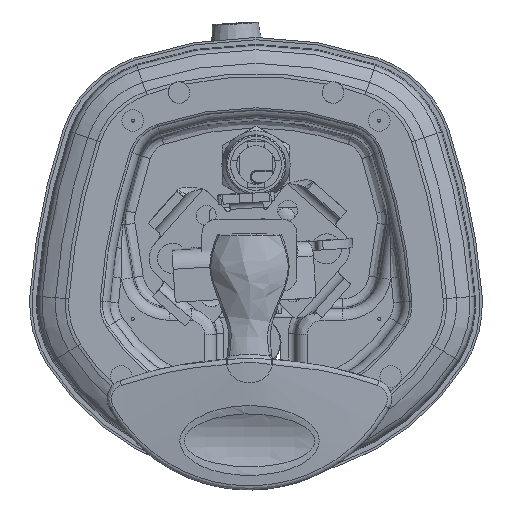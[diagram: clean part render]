
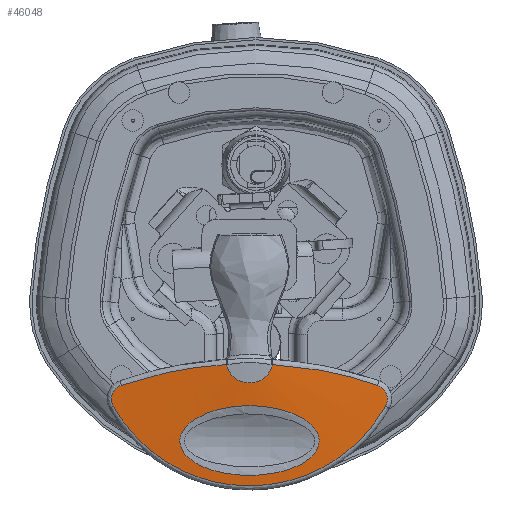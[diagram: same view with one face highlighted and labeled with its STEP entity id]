
A CAD part, top view. The second image highlights one B-rep face of the part: STEP entity #46048.
In plain terms, the highlighted conical face has half-angle 84.432 degrees and reference radius 30.805 mm.
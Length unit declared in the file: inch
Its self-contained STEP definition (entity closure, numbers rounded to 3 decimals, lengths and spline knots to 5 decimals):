
#772=B_SPLINE_CURVE_WITH_KNOTS('',3,(#77343,#77344,#77345,#77346,#77347,
#77348,#77349,#77350,#77351,#77352,#77353,#77354),.UNSPECIFIED.,.F.,.F.,
(4,1,1,1,1,1,1,1,1,4),(0.,1.54333,2.31499,3.08666,
4.62999,5.40165,6.17332,7.71665,9.25998,
10.80331),.UNSPECIFIED.);
#773=B_SPLINE_CURVE_WITH_KNOTS('',3,(#77391,#77392,#77393,#77394,#77395,
#77396,#77397),.UNSPECIFIED.,.F.,.F.,(4,1,1,1,4),(-0.83195,-0.59425,
-0.35655,-0.17827,0.),.UNSPECIFIED.);
#775=B_SPLINE_CURVE_WITH_KNOTS('',3,(#77433,#77434,#77435,#77436,#77437),
 .UNSPECIFIED.,.F.,.F.,(4,1,4),(-3.54638,-1.77319,0.),
 .UNSPECIFIED.);
#783=B_SPLINE_CURVE_WITH_KNOTS('',3,(#77585,#77586,#77587,#77588,#77589),
 .UNSPECIFIED.,.F.,.F.,(4,1,4),(-3.55167,-1.52214,0.),
 .UNSPECIFIED.);
#785=B_SPLINE_CURVE_WITH_KNOTS('',3,(#77632,#77633,#77634,#77635,#77636,
#77637,#77638),.UNSPECIFIED.,.F.,.F.,(4,1,1,1,4),(-0.83195,-0.65367,
-0.4754,-0.2377,0.),
 .UNSPECIFIED.);
#787=B_SPLINE_CURVE_WITH_KNOTS('',3,(#77649,#77650,#77651,#77652,#77653,
#77654,#77655,#77656,#77657,#77658,#77659,#77660,#77661,#77662,#77663,#77664,
#77665,#77666,#77667,#77668,#77669,#77670,#77671,#77672,#77673,#77674,#77675,
#77676,#77677),.UNSPECIFIED.,.T.,.F.,(4,1,1,1,1,1,1,1,1,1,1,1,1,1,1,1,1,
1,1,1,1,1,1,1,1,1,4),(-9.21042,-9.04595,-8.88147,
-8.55253,-8.22359,-7.97688,-7.89464,
-7.23676,-6.57887,-6.08545,-5.92098,
-5.2631,-4.8245,-4.76968,-4.60521,
-4.38591,-4.27627,-4.16662,-3.94732,-3.50873,
-2.63155,-2.3026,-1.31577,-1.1513,
-0.65789,-0.32894,0.),.UNSPECIFIED.);
#2180=FACE_BOUND('',#8131,.T.);
#2838=CONICAL_SURFACE('',#50058,1.21278,1.474);
#5323=FACE_OUTER_BOUND('',#8130,.T.);
#8130=EDGE_LOOP('',(#33976,#33977,#33978,#33979,#33980,#33981));
#8131=EDGE_LOOP('',(#33982));
#18655=CIRCLE('',#50059,0.31056);
#20719=VERTEX_POINT('',#77325);
#20722=VERTEX_POINT('',#77341);
#20723=VERTEX_POINT('',#77390);
#20725=VERTEX_POINT('',#77432);
#20731=VERTEX_POINT('',#77548);
#20733=VERTEX_POINT('',#77584);
#20735=VERTEX_POINT('',#77648);
#25682=EDGE_CURVE('',#20722,#20719,#772,.T.);
#25683=EDGE_CURVE('',#20719,#20723,#773,.T.);
#25686=EDGE_CURVE('',#20723,#20725,#775,.T.);
#25698=EDGE_CURVE('',#20731,#20733,#783,.T.);
#25701=EDGE_CURVE('',#20733,#20722,#785,.T.);
#25703=EDGE_CURVE('',#20725,#20731,#18655,.T.);
#25704=EDGE_CURVE('',#20735,#20735,#787,.T.);
#33976=ORIENTED_EDGE('',*,*,#25686,.F.);
#33977=ORIENTED_EDGE('',*,*,#25683,.F.);
#33978=ORIENTED_EDGE('',*,*,#25682,.F.);
#33979=ORIENTED_EDGE('',*,*,#25701,.F.);
#33980=ORIENTED_EDGE('',*,*,#25698,.F.);
#33981=ORIENTED_EDGE('',*,*,#25703,.F.);
#33982=ORIENTED_EDGE('',*,*,#25704,.F.);
#46048=ADVANCED_FACE('',(#5323,#2180),#2838,.T.);
#50058=AXIS2_PLACEMENT_3D('',#77646,#55879,#55880);
#50059=AXIS2_PLACEMENT_3D('',#77647,#55881,#55882);
#55879=DIRECTION('center_axis',(0.,0.,-1.));
#55880=DIRECTION('ref_axis',(1.,0.,0.));
#55881=DIRECTION('center_axis',(0.,0.,1.));
#55882=DIRECTION('ref_axis',(1.,0.,0.));
#77325=CARTESIAN_POINT('',(-1.76662,-0.84115,0.09484));
#77341=CARTESIAN_POINT('',(1.76662,-0.84115,0.09484));
#77343=CARTESIAN_POINT('Ctrl Pts',(1.76662,-0.84115,0.09484));
#77344=CARTESIAN_POINT('Ctrl Pts',(1.6671,-1.01824,0.09833));
#77345=CARTESIAN_POINT('Ctrl Pts',(1.47407,-1.26504,0.10336));
#77346=CARTESIAN_POINT('Ctrl Pts',(1.15757,-1.52114,0.10877));
#77347=CARTESIAN_POINT('Ctrl Pts',(0.80134,-1.72943,0.11327));
#77348=CARTESIAN_POINT('Ctrl Pts',(0.40858,-1.85188,
0.116));
#77349=CARTESIAN_POINT('Ctrl Pts',(-0.00275,-1.88257,
0.11668));
#77350=CARTESIAN_POINT('Ctrl Pts',(-0.40992,-1.85149,
0.11599));
#77351=CARTESIAN_POINT('Ctrl Pts',(-0.9056,-1.69616,
0.11253));
#77352=CARTESIAN_POINT('Ctrl Pts',(-1.41264,-1.34404,
0.10497));
#77353=CARTESIAN_POINT('Ctrl Pts',(-1.6671,-1.01824,
0.09833));
#77354=CARTESIAN_POINT('Ctrl Pts',(-1.76662,-0.84115,0.09484));
#77390=CARTESIAN_POINT('',(-1.66485,-0.57067,0.11145));
#77391=CARTESIAN_POINT('Ctrl Pts',(-1.76662,-0.84115,0.09484));
#77392=CARTESIAN_POINT('Ctrl Pts',(-1.78195,-0.81388,
0.0943));
#77393=CARTESIAN_POINT('Ctrl Pts',(-1.7989,-0.75095,
0.0946));
#77394=CARTESIAN_POINT('Ctrl Pts',(-1.77787,-0.66427,
0.09873));
#77395=CARTESIAN_POINT('Ctrl Pts',(-1.72801,-0.60203,
0.10481));
#77396=CARTESIAN_POINT('Ctrl Pts',(-1.68684,-0.57834,
0.1092));
#77397=CARTESIAN_POINT('Ctrl Pts',(-1.66485,-0.57067,
0.11145));
#77432=CARTESIAN_POINT('',(-0.30207,-0.29882,0.2469));
#77433=CARTESIAN_POINT('Ctrl Pts',(-1.66485,-0.57067,
0.11145));
#77434=CARTESIAN_POINT('Ctrl Pts',(-1.44614,-0.49435,
0.13384));
#77435=CARTESIAN_POINT('Ctrl Pts',(-0.99605,-0.37146,
0.17898));
#77436=CARTESIAN_POINT('Ctrl Pts',(-0.53349,-0.31165,
0.22467));
#77437=CARTESIAN_POINT('Ctrl Pts',(-0.30207,-0.29882,
0.2469));
#77548=CARTESIAN_POINT('',(0.30207,-0.29882,0.2469));
#77584=CARTESIAN_POINT('',(1.66485,-0.57067,0.11145));
#77585=CARTESIAN_POINT('Ctrl Pts',(0.30207,-0.29882,
0.2469));
#77586=CARTESIAN_POINT('Ctrl Pts',(0.56695,-0.3135,
0.22145));
#77587=CARTESIAN_POINT('Ctrl Pts',(1.02823,-0.37799,
0.17578));
#77588=CARTESIAN_POINT('Ctrl Pts',(1.47711,-0.50515,
0.13067));
#77589=CARTESIAN_POINT('Ctrl Pts',(1.66485,-0.57067,
0.11145));
#77632=CARTESIAN_POINT('Ctrl Pts',(1.66485,-0.57067,
0.11145));
#77633=CARTESIAN_POINT('Ctrl Pts',(1.68684,-0.57834,
0.1092));
#77634=CARTESIAN_POINT('Ctrl Pts',(1.72801,-0.60203,
0.10481));
#77635=CARTESIAN_POINT('Ctrl Pts',(1.77787,-0.66427,0.09873));
#77636=CARTESIAN_POINT('Ctrl Pts',(1.7989,-0.75095,
0.0946));
#77637=CARTESIAN_POINT('Ctrl Pts',(1.78195,-0.81388,0.0943));
#77638=CARTESIAN_POINT('Ctrl Pts',(1.76662,-0.84115,0.09484));
#77646=CARTESIAN_POINT('Origin',(0.,-0.22671,0.15895));
#77647=CARTESIAN_POINT('Origin',(0.,-0.22671,0.2469));
#77648=CARTESIAN_POINT('',(0.8941,-1.36052,0.13642));
#77649=CARTESIAN_POINT('Ctrl Pts',(0.8941,-1.36052,
0.13642));
#77650=CARTESIAN_POINT('Ctrl Pts',(0.9015,-1.33574,
0.13787));
#77651=CARTESIAN_POINT('Ctrl Pts',(0.90841,-1.28349,
0.14136));
#77652=CARTESIAN_POINT('Ctrl Pts',(0.88558,-1.18133,
0.15026));
#77653=CARTESIAN_POINT('Ctrl Pts',(0.80642,-1.07651,
0.16298));
#77654=CARTESIAN_POINT('Ctrl Pts',(0.69071,-0.99501,
0.17647));
#77655=CARTESIAN_POINT('Ctrl Pts',(0.59861,-0.94974,
0.18571));
#77656=CARTESIAN_POINT('Ctrl Pts',(0.45455,-0.89227,
0.19869));
#77657=CARTESIAN_POINT('Ctrl Pts',(0.23966,-0.83976,
0.21509));
#77658=CARTESIAN_POINT('Ctrl Pts',(-0.05958,-0.82688,
0.22069));
#77659=CARTESIAN_POINT('Ctrl Pts',(-0.27083,-0.852,
0.21108));
#77660=CARTESIAN_POINT('Ctrl Pts',(-0.47546,-0.89872,
0.19738));
#77661=CARTESIAN_POINT('Ctrl Pts',(-0.66234,-0.96763,
0.18031));
#77662=CARTESIAN_POINT('Ctrl Pts',(-0.80704,-1.07936,
0.16273));
#77663=CARTESIAN_POINT('Ctrl Pts',(-0.86718,-1.16236,
0.15281));
#77664=CARTESIAN_POINT('Ctrl Pts',(-0.89888,-1.22389,
0.14632));
#77665=CARTESIAN_POINT('Ctrl Pts',(-0.90862,-1.30241,
0.13995));
#77666=CARTESIAN_POINT('Ctrl Pts',(-0.89277,-1.3704,
0.13576));
#77667=CARTESIAN_POINT('Ctrl Pts',(-0.86375,-1.43368,
0.13255));
#77668=CARTESIAN_POINT('Ctrl Pts',(-0.78475,-1.52929,
0.1292));
#77669=CARTESIAN_POINT('Ctrl Pts',(-0.57449,-1.65783,
0.12794));
#77670=CARTESIAN_POINT('Ctrl Pts',(-0.31765,-1.71993,
0.1293));
#77671=CARTESIAN_POINT('Ctrl Pts',(0.02967,-1.74859,
0.12993));
#77672=CARTESIAN_POINT('Ctrl Pts',(0.26747,-1.7294,
0.12934));
#77673=CARTESIAN_POINT('Ctrl Pts',(0.52036,-1.66352,
0.12849));
#77674=CARTESIAN_POINT('Ctrl Pts',(0.66794,-1.60534,
0.12826));
#77675=CARTESIAN_POINT('Ctrl Pts',(0.8181,-1.49881,
0.13));
#77676=CARTESIAN_POINT('Ctrl Pts',(0.8793,-1.41008,
0.13352));
#77677=CARTESIAN_POINT('Ctrl Pts',(0.8941,-1.36052,
0.13642));
